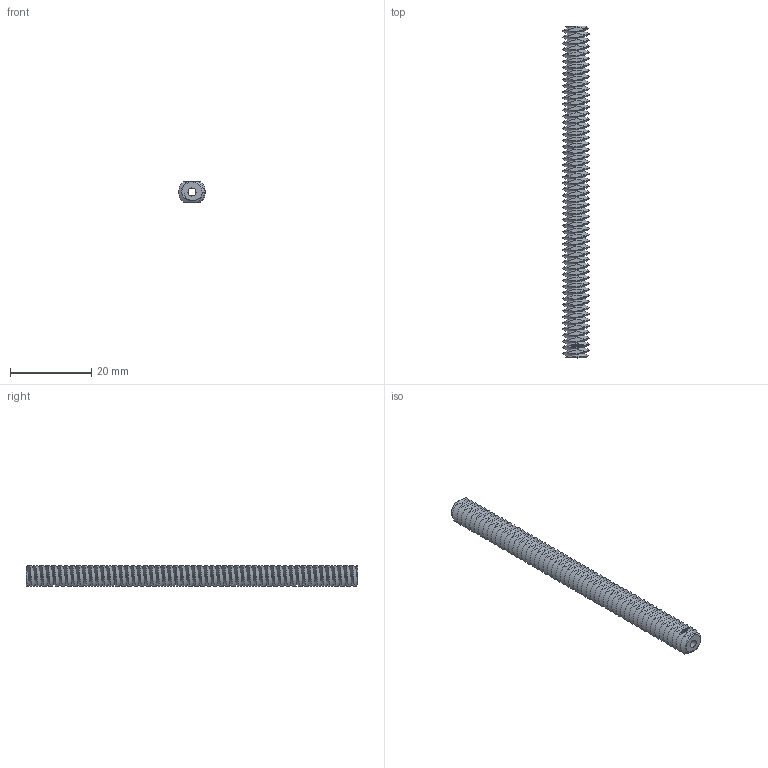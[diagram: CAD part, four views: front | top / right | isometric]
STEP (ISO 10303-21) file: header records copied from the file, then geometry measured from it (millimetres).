
FILE_DESCRIPTION(('FreeCAD Model'),'2;1');
FILE_NAME('Open CASCADE Shape Model','2023-11-29T16:48:27',(''),(''), 'Open CASCADE STEP processor 7.6','FreeCAD','Unknown');
FILE_SCHEMA(('AUTOMOTIVE_DESIGN { 1 0 10303 214 1 1 1 1 }'));
Products named in the file (1): Threaded Rod FL-RH BU05.75 - SPN-THR-0023 (stemfie.org)
Bounding box: 6.6 x 81.88 x 5 mm (x, y, z)
Volume: 1491.6 mm3; surface area: 2961.9 mm2
Topology: 1 solids, 1 shells, 715 faces, 1984 edges, 1302 vertices
Faces by surface type: plane 424, extrusion 162, bspline 122, cone 6, cylinder 1
Full cylindrical faces by diameter (mm): 2 x1
Entity records: 87462 total; most frequent: CARTESIAN_POINT 51809, DIRECTION 4931, VECTOR 4032, ORIENTED_EDGE 3968, PCURVE 3968, DEFINITIONAL_REPRESENTATION 3968, LINE 3870, B_SPLINE_CURVE_WITH_KNOTS 2218
